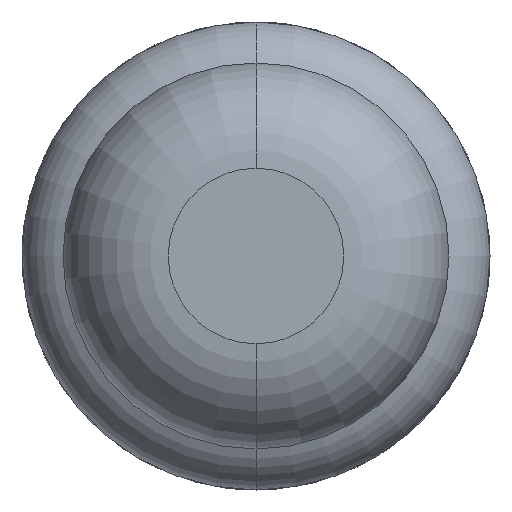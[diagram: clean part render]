
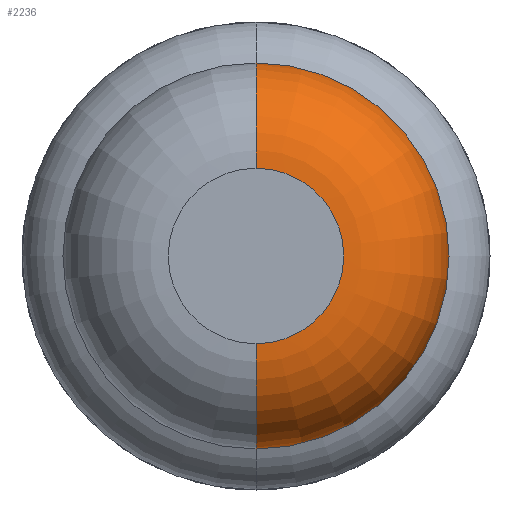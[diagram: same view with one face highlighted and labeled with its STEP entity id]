
A CAD part, front view. The second image highlights one B-rep face of the part: STEP entity #2236.
In plain terms, the highlighted toroidal (fillet/blend) face has major radius 0.375 mm and minor radius 0.45 mm.
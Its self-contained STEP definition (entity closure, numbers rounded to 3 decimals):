
#102 = ORIENTED_EDGE ( 'NONE', *, *, #3474, .F. ) ;
#402 = DIRECTION ( 'NONE',  ( 0., 1., 0. ) ) ;
#427 = CARTESIAN_POINT ( 'NONE',  ( 0., -25.55, -0.375 ) ) ;
#663 = DIRECTION ( 'NONE',  ( 0., 1., 0. ) ) ;
#751 = DIRECTION ( 'NONE',  ( 0., 0., 1. ) ) ;
#1015 = DIRECTION ( 'NONE',  ( 0., 0., 1. ) ) ;
#1053 = ORIENTED_EDGE ( 'NONE', *, *, #2865, .T. ) ;
#1074 = CIRCLE ( 'NONE', #4444, 0.825 ) ;
#1081 = CARTESIAN_POINT ( 'NONE',  ( 0., -25.55, 0. ) ) ;
#1245 = DIRECTION ( 'NONE',  ( 0., 0., 1. ) ) ;
#1334 = EDGE_LOOP ( 'NONE', ( #1940, #1053, #4517, #102 ) ) ;
#1353 = EDGE_CURVE ( 'Defeature ausgef�hrt1_8+Defeature ausgef�hrt1_7+Defeature ausgef�hrt1_7+Defeature ausgef�hrt1_7', #3903, #1952, #1074, .T. ) ;
#1387 = VERTEX_POINT ( 'NONE', #2949 ) ;
#1625 = DIRECTION ( 'NONE',  ( -1., 0., 0. ) ) ;
#1648 = CARTESIAN_POINT ( 'NONE',  ( 0., -26., 0.375 ) ) ;
#1940 = ORIENTED_EDGE ( 'NONE', *, *, #3278, .T. ) ;
#1952 = VERTEX_POINT ( 'NONE', #3293 ) ;
#2201 = CARTESIAN_POINT ( 'NONE',  ( 0., -25.55, 0. ) ) ;
#2236 = ADVANCED_FACE ( 'Defeature ausgef�hrt1_7', ( #2387 ), #3817, .T. ) ;
#2387 = FACE_OUTER_BOUND ( 'NONE', #1334, .T. ) ;
#2483 = CIRCLE ( 'NONE', #3677, 0.45 ) ;
#2494 = VERTEX_POINT ( 'NONE', #1648 ) ;
#2710 = CIRCLE ( 'NONE', #2838, 0.375 ) ;
#2810 = AXIS2_PLACEMENT_3D ( 'NONE', #2201, #402, #751 ) ;
#2838 = AXIS2_PLACEMENT_3D ( 'NONE', #3978, #4692, #3246 ) ;
#2865 = EDGE_CURVE ( 'NONE', #1387, #1952, #2483, .T. ) ;
#2949 = CARTESIAN_POINT ( 'NONE',  ( 0., -26., -0.375 ) ) ;
#2957 = AXIS2_PLACEMENT_3D ( 'NONE', #3834, #1625, #1245 ) ;
#3142 = CARTESIAN_POINT ( 'NONE',  ( 0., -25.55, 0.825 ) ) ;
#3246 = DIRECTION ( 'NONE',  ( 0., 0., 1. ) ) ;
#3278 = EDGE_CURVE ( 'Defeature ausgef�hrt1_7+Defeature ausgef�hrt1_6+Defeature ausgef�hrt1_6+Defeature ausgef�hrt1_6', #2494, #1387, #2710, .T. ) ;
#3293 = CARTESIAN_POINT ( 'NONE',  ( 0., -25.55, -0.825 ) ) ;
#3464 = CIRCLE ( 'NONE', #2957, 0.45 ) ;
#3474 = EDGE_CURVE ( 'NONE', #2494, #3903, #3464, .T. ) ;
#3677 = AXIS2_PLACEMENT_3D ( 'NONE', #427, #3715, #4068 ) ;
#3715 = DIRECTION ( 'NONE',  ( 1., 0., 0. ) ) ;
#3817 = TOROIDAL_SURFACE ( 'NONE', #2810, 0.375, 0.45 ) ;
#3834 = CARTESIAN_POINT ( 'NONE',  ( 0., -25.55, 0.375 ) ) ;
#3903 = VERTEX_POINT ( 'NONE', #3142 ) ;
#3978 = CARTESIAN_POINT ( 'NONE',  ( 0., -26., 0. ) ) ;
#4068 = DIRECTION ( 'NONE',  ( 0., 0., -1. ) ) ;
#4444 = AXIS2_PLACEMENT_3D ( 'NONE', #1081, #663, #1015 ) ;
#4517 = ORIENTED_EDGE ( 'NONE', *, *, #1353, .F. ) ;
#4692 = DIRECTION ( 'NONE',  ( 0., 1., 0. ) ) ;
